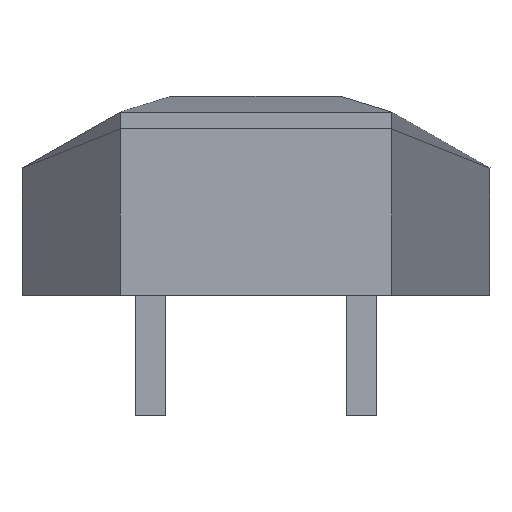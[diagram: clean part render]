
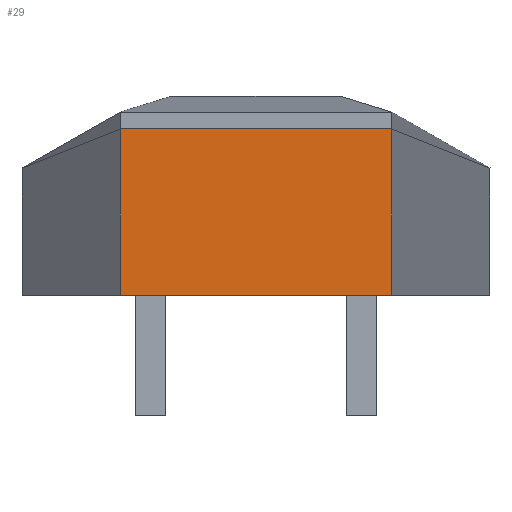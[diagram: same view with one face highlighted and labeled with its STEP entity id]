
A CAD part, left-side view. The second image highlights one B-rep face of the part: STEP entity #29.
In plain terms, the highlighted free-form (B-spline) face has degree [3, 3] with [6, 6] control points.
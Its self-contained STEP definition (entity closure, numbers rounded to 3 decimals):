
#29=ADVANCED_FACE('',(#89),#695,.T.);
#89=FACE_OUTER_BOUND('',#150,.T.);
#150=EDGE_LOOP('',(#234,#235,#236,#237,#238,#239,#240,#241));
#234=ORIENTED_EDGE('',*,*,#483,.T.);
#235=ORIENTED_EDGE('',*,*,#490,.T.);
#236=ORIENTED_EDGE('',*,*,#474,.T.);
#237=ORIENTED_EDGE('',*,*,#489,.F.);
#238=ORIENTED_EDGE('',*,*,#478,.T.);
#239=ORIENTED_EDGE('',*,*,#486,.T.);
#240=ORIENTED_EDGE('',*,*,#488,.F.);
#241=ORIENTED_EDGE('',*,*,#487,.F.);
#474=EDGE_CURVE('',#606,#608,#1052,.T.);
#478=EDGE_CURVE('',#612,#614,#1056,.T.);
#483=EDGE_CURVE('',#618,#616,#1061,.T.);
#486=EDGE_CURVE('',#614,#620,#1064,.T.);
#487=EDGE_CURVE('',#618,#619,#1065,.T.);
#488=EDGE_CURVE('',#619,#620,#1066,.T.);
#489=EDGE_CURVE('',#612,#608,#1067,.T.);
#490=EDGE_CURVE('',#616,#606,#1068,.T.);
#606=VERTEX_POINT('',#2699);
#608=VERTEX_POINT('',#2701);
#612=VERTEX_POINT('',#2705);
#614=VERTEX_POINT('',#2707);
#616=VERTEX_POINT('',#2709);
#618=VERTEX_POINT('',#2711);
#619=VERTEX_POINT('',#2712);
#620=VERTEX_POINT('',#2713);
#695=B_SPLINE_SURFACE_WITH_KNOTS('',3,3,((#1447,#1448,#1449,#1450,#1451,
#1452),(#1453,#1454,#1455,#1456,#1457,#1458),(#1459,#1460,#1461,#1462,#1463,
#1464),(#1465,#1466,#1467,#1468,#1469,#1470),(#1471,#1472,#1473,#1474,#1475,
#1476),(#1477,#1478,#1479,#1480,#1481,#1482)),.UNSPECIFIED.,.F.,.F.,.F.,
(4,1,1,4),(4,1,1,4),(0.,6.667,13.333,20.),(0.,1.833,
3.667,5.5),.UNSPECIFIED.);
#1052=B_SPLINE_CURVE_WITH_KNOTS('',3,(#2791,#2792,#2793,#2794),
 .UNSPECIFIED.,.F.,.F.,(4,4),(7.,13.),.UNSPECIFIED.);
#1056=B_SPLINE_CURVE_WITH_KNOTS('',3,(#2801,#2802,#2803,#2804),
 .UNSPECIFIED.,.F.,.F.,(4,4),(14.,14.5),.UNSPECIFIED.);
#1061=B_SPLINE_CURVE_WITH_KNOTS('',3,(#2813,#2814,#2815,#2816),
 .UNSPECIFIED.,.F.,.F.,(4,4),(5.5,6.),
 .UNSPECIFIED.);
#1064=B_SPLINE_CURVE_WITH_KNOTS('',1,(#2821,#2822),.UNSPECIFIED.,.F.,.F.,
(2,2),(-9.25,-3.75),.UNSPECIFIED.);
#1065=B_SPLINE_CURVE_WITH_KNOTS('',1,(#2823,#2824),.UNSPECIFIED.,.F.,.F.,
(2,2),(3.75,9.25),.UNSPECIFIED.);
#1066=B_SPLINE_CURVE_WITH_KNOTS('',3,(#2825,#2826,#2827,#2828,#2829,#2830),
 .UNSPECIFIED.,.F.,.F.,(4,1,1,4),(5.5,6.667,13.333,
14.5),.UNSPECIFIED.);
#1067=B_SPLINE_CURVE_WITH_KNOTS('',1,(#2831,#2832),.UNSPECIFIED.,.F.,.F.,
(2,2),(-14.,-13.),.UNSPECIFIED.);
#1068=B_SPLINE_CURVE_WITH_KNOTS('',1,(#2833,#2834),.UNSPECIFIED.,.F.,.F.,
(2,2),(-14.,-13.),.UNSPECIFIED.);
#1447=CARTESIAN_POINT('',(0.,20.,4.));
#1448=CARTESIAN_POINT('',(0.,20.,4.611));
#1449=CARTESIAN_POINT('',(0.,20.,5.833));
#1450=CARTESIAN_POINT('',(0.,20.,7.667));
#1451=CARTESIAN_POINT('',(0.,20.,8.889));
#1452=CARTESIAN_POINT('',(0.,20.,9.5));
#1453=CARTESIAN_POINT('',(0.,17.778,4.));
#1454=CARTESIAN_POINT('',(0.,17.778,4.611));
#1455=CARTESIAN_POINT('',(0.,17.778,5.833));
#1456=CARTESIAN_POINT('',(0.,17.778,7.667));
#1457=CARTESIAN_POINT('',(0.,17.778,8.889));
#1458=CARTESIAN_POINT('',(0.,17.778,9.5));
#1459=CARTESIAN_POINT('',(0.,13.333,4.));
#1460=CARTESIAN_POINT('',(0.,13.333,4.611));
#1461=CARTESIAN_POINT('',(0.,13.333,5.833));
#1462=CARTESIAN_POINT('',(0.,13.333,7.667));
#1463=CARTESIAN_POINT('',(0.,13.333,8.889));
#1464=CARTESIAN_POINT('',(0.,13.333,9.5));
#1465=CARTESIAN_POINT('',(0.,6.667,4.));
#1466=CARTESIAN_POINT('',(0.,6.667,4.611));
#1467=CARTESIAN_POINT('',(0.,6.667,5.833));
#1468=CARTESIAN_POINT('',(0.,6.667,7.667));
#1469=CARTESIAN_POINT('',(0.,6.667,8.889));
#1470=CARTESIAN_POINT('',(0.,6.667,9.5));
#1471=CARTESIAN_POINT('',(0.,2.222,4.));
#1472=CARTESIAN_POINT('',(0.,2.222,4.611));
#1473=CARTESIAN_POINT('',(0.,2.222,5.833));
#1474=CARTESIAN_POINT('',(0.,2.222,7.667));
#1475=CARTESIAN_POINT('',(0.,2.222,8.889));
#1476=CARTESIAN_POINT('',(0.,2.222,9.5));
#1477=CARTESIAN_POINT('',(0.,0.,4.));
#1478=CARTESIAN_POINT('',(0.,0.,4.611));
#1479=CARTESIAN_POINT('',(0.,0.,5.833));
#1480=CARTESIAN_POINT('',(0.,0.,7.667));
#1481=CARTESIAN_POINT('',(0.,0.,8.889));
#1482=CARTESIAN_POINT('',(0.,0.,9.5));
#2699=CARTESIAN_POINT('',(0.,13.,4.));
#2701=CARTESIAN_POINT('',(0.,7.,4.));
#2705=CARTESIAN_POINT('',(0.,6.,4.));
#2707=CARTESIAN_POINT('',(0.,5.5,4.));
#2709=CARTESIAN_POINT('',(0.,14.,4.));
#2711=CARTESIAN_POINT('',(0.,14.5,4.));
#2712=CARTESIAN_POINT('',(0.,14.5,9.5));
#2713=CARTESIAN_POINT('',(0.,5.5,9.5));
#2791=CARTESIAN_POINT('',(0.,13.,4.));
#2792=CARTESIAN_POINT('',(0.,11.,4.));
#2793=CARTESIAN_POINT('',(0.,9.,4.));
#2794=CARTESIAN_POINT('',(0.,7.,4.));
#2801=CARTESIAN_POINT('',(0.,6.,4.));
#2802=CARTESIAN_POINT('',(0.,5.833,4.));
#2803=CARTESIAN_POINT('',(0.,5.667,4.));
#2804=CARTESIAN_POINT('',(0.,5.5,4.));
#2813=CARTESIAN_POINT('',(0.,14.5,4.));
#2814=CARTESIAN_POINT('',(0.,14.333,4.));
#2815=CARTESIAN_POINT('',(0.,14.167,4.));
#2816=CARTESIAN_POINT('',(0.,14.,4.));
#2821=CARTESIAN_POINT('',(0.,5.5,4.));
#2822=CARTESIAN_POINT('',(0.,5.5,9.5));
#2823=CARTESIAN_POINT('',(0.,14.5,4.));
#2824=CARTESIAN_POINT('',(0.,14.5,9.5));
#2825=CARTESIAN_POINT('',(0.,14.5,9.5));
#2826=CARTESIAN_POINT('',(0.,14.111,9.5));
#2827=CARTESIAN_POINT('',(0.,11.5,9.5));
#2828=CARTESIAN_POINT('',(0.,8.5,9.5));
#2829=CARTESIAN_POINT('',(0.,5.889,9.5));
#2830=CARTESIAN_POINT('',(0.,5.5,9.5));
#2831=CARTESIAN_POINT('',(0.,6.,4.));
#2832=CARTESIAN_POINT('',(0.,7.,4.));
#2833=CARTESIAN_POINT('',(0.,14.,4.));
#2834=CARTESIAN_POINT('',(0.,13.,4.));
